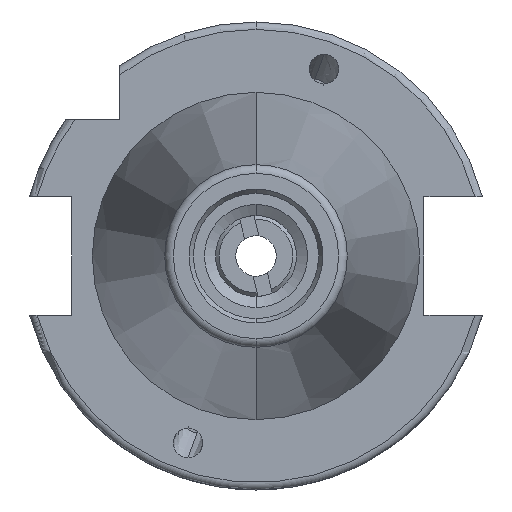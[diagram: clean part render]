
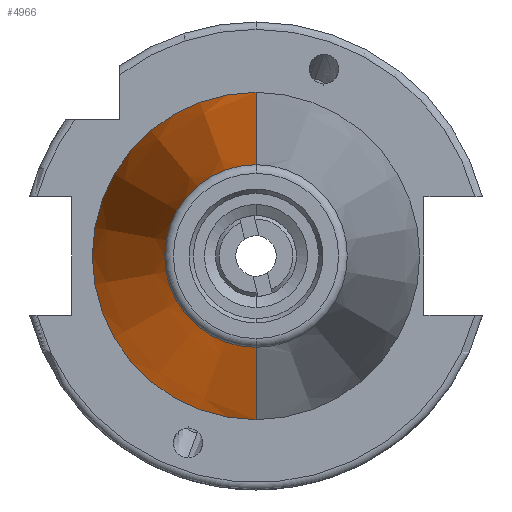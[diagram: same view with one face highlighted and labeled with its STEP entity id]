
A CAD part, left-side view. The second image highlights one B-rep face of the part: STEP entity #4966.
In plain terms, the highlighted conical face has half-angle 8.297 degrees and reference radius 22.225 mm.
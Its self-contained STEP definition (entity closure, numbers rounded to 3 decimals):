
#110 = VECTOR ( 'NONE', #3475, 1000. ) ;
#416 = EDGE_CURVE ( 'NONE', #6570, #5953, #1594, .T. ) ;
#494 = DIRECTION ( 'NONE',  ( -1., 0., 0. ) ) ;
#647 = LINE ( 'NONE', #5129, #5233 ) ;
#792 = CIRCLE ( 'NONE', #2756, 12.4 ) ;
#1419 = DIRECTION ( 'NONE',  ( 0., 1., 0. ) ) ;
#1594 = LINE ( 'NONE', #3415, #110 ) ;
#1657 = EDGE_LOOP ( 'NONE', ( #2369, #5999, #6895, #4506 ) ) ;
#1854 = CARTESIAN_POINT ( 'NONE',  ( 0., 22.225, 0. ) ) ;
#1886 = VERTEX_POINT ( 'NONE', #1854 ) ;
#1927 = CARTESIAN_POINT ( 'NONE',  ( -67.373, 12.4, 0. ) ) ;
#2369 = ORIENTED_EDGE ( 'NONE', *, *, #5491, .F. ) ;
#2572 = CIRCLE ( 'NONE', #4887, 22.225 ) ;
#2756 = AXIS2_PLACEMENT_3D ( 'NONE', #3780, #494, #4339 ) ;
#2889 = EDGE_CURVE ( 'NONE', #5332, #1886, #647, .T. ) ;
#3308 = CARTESIAN_POINT ( 'NONE',  ( 0., 0., 0. ) ) ;
#3415 = CARTESIAN_POINT ( 'NONE',  ( 0., -22.225, 0. ) ) ;
#3475 = DIRECTION ( 'NONE',  ( 0.99, -0.144, 0. ) ) ;
#3608 = CARTESIAN_POINT ( 'NONE',  ( 0., 0., 0. ) ) ;
#3640 = DIRECTION ( 'NONE',  ( -1., 0., 0. ) ) ;
#3780 = CARTESIAN_POINT ( 'NONE',  ( -67.373, 0., 0. ) ) ;
#3834 = DIRECTION ( 'NONE',  ( 0., -1., 0. ) ) ;
#4255 = EDGE_CURVE ( 'NONE', #5953, #1886, #2572, .T. ) ;
#4339 = DIRECTION ( 'NONE',  ( 0., -1., 0. ) ) ;
#4459 = AXIS2_PLACEMENT_3D ( 'NONE', #3608, #4726, #1419 ) ;
#4506 = ORIENTED_EDGE ( 'NONE', *, *, #2889, .F. ) ;
#4573 = FACE_OUTER_BOUND ( 'NONE', #1657, .T. ) ;
#4726 = DIRECTION ( 'NONE',  ( 1., 0., 0. ) ) ;
#4887 = AXIS2_PLACEMENT_3D ( 'NONE', #3308, #3640, #3834 ) ;
#4966 = ADVANCED_FACE ( 'NONE', ( #4573 ), #5528, .T. ) ;
#5129 = CARTESIAN_POINT ( 'NONE',  ( 0., 22.225, 0. ) ) ;
#5223 = CARTESIAN_POINT ( 'NONE',  ( -67.373, -12.4, 0. ) ) ;
#5233 = VECTOR ( 'NONE', #5643, 1000. ) ;
#5332 = VERTEX_POINT ( 'NONE', #1927 ) ;
#5491 = EDGE_CURVE ( 'NONE', #6570, #5332, #792, .T. ) ;
#5528 = CONICAL_SURFACE ( 'NONE', #4459, 22.225, 0.145 ) ;
#5643 = DIRECTION ( 'NONE',  ( 0.99, 0.144, 0. ) ) ;
#5953 = VERTEX_POINT ( 'NONE', #6899 ) ;
#5999 = ORIENTED_EDGE ( 'NONE', *, *, #416, .T. ) ;
#6570 = VERTEX_POINT ( 'NONE', #5223 ) ;
#6895 = ORIENTED_EDGE ( 'NONE', *, *, #4255, .T. ) ;
#6899 = CARTESIAN_POINT ( 'NONE',  ( 0., -22.225, 0. ) ) ;
